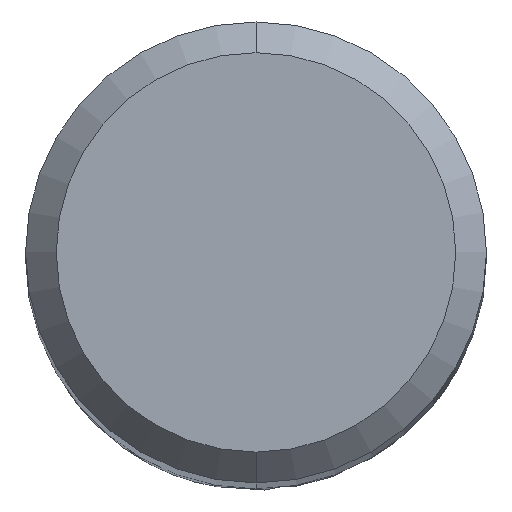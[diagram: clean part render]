
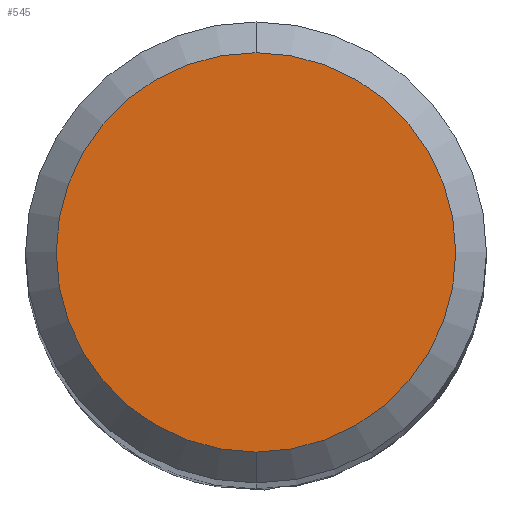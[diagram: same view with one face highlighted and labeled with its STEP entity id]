
A CAD part, top view. The second image highlights one B-rep face of the part: STEP entity #545.
In plain terms, the highlighted planar face has unit normal (0, 0, 1).
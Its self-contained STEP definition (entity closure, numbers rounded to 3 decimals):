
#363=EDGE_CURVE('',#845,#413,#937,.T.);
#413=VERTEX_POINT('',#991);
#545=ADVANCED_FACE('',(#1131),#1132,.T.);
#553=EDGE_CURVE('',#413,#845,#1142,.T.);
#845=VERTEX_POINT('',#1468);
#937=CIRCLE('',#1651,2.6);
#991=CARTESIAN_POINT('',(0.,-2.6,0.0));
#1131=FACE_OUTER_BOUND('',#2725,.T.);
#1132=PLANE('',#2726);
#1142=CIRCLE('',#2737,2.6);
#1468=CARTESIAN_POINT('',(0.0,2.6,0.0));
#1651=AXIS2_PLACEMENT_3D('',#5409,#5410,#5411);
#2725=EDGE_LOOP('',(#5579,#5580));
#2726=AXIS2_PLACEMENT_3D('',#5581,#5582,#5583);
#2737=AXIS2_PLACEMENT_3D('',#5600,#5601,#5602);
#5409=CARTESIAN_POINT('',(0.0,0.0,0.0));
#5410=DIRECTION('',(0.0,0.0,-1.0));
#5411=DIRECTION('',(0.0,1.0,0.0));
#5579=ORIENTED_EDGE('',*,*,#363,.F.);
#5580=ORIENTED_EDGE('',*,*,#553,.F.);
#5581=CARTESIAN_POINT('',(0.0,1.3,0.0));
#5582=DIRECTION('',(-0.0,0.0,1.0));
#5583=DIRECTION('',(0.0,-1.0,0.0));
#5600=CARTESIAN_POINT('',(0.0,0.0,0.0));
#5601=DIRECTION('',(0.0,0.0,-1.0));
#5602=DIRECTION('',(0.0,1.0,0.0));
